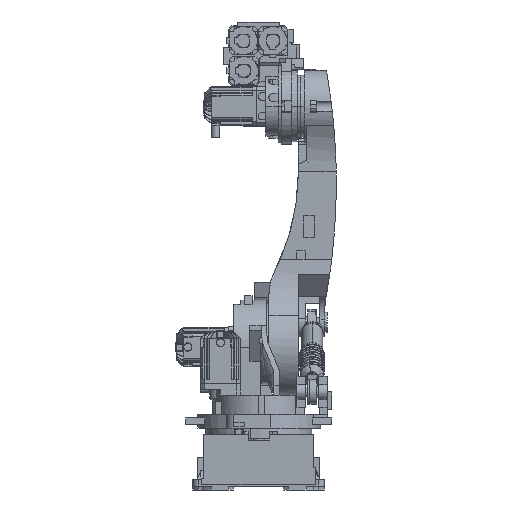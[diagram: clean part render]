
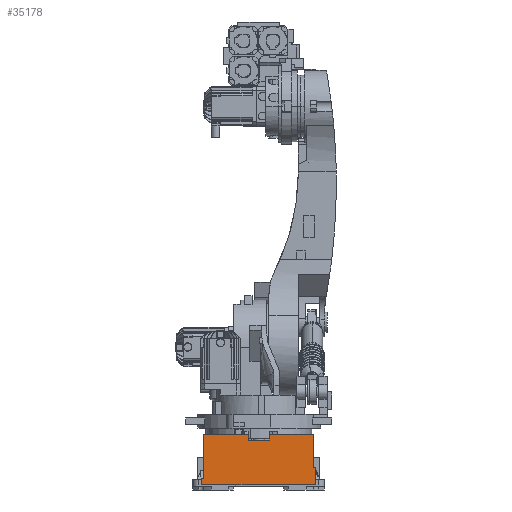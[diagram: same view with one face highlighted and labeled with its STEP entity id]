
A CAD part, left-side view. The second image highlights one B-rep face of the part: STEP entity #35178.
In plain terms, the highlighted planar face has unit normal (-1, 0, 0).
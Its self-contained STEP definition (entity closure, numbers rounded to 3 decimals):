
#635 = ORIENTED_EDGE ( 'NONE', *, *, #60588, .F. ) ;
#1335 = CARTESIAN_POINT ( 'NONE',  ( -477.5, 48., -260. ) ) ;
#1563 = ORIENTED_EDGE ( 'NONE', *, *, #20147, .F. ) ;
#3266 = FACE_OUTER_BOUND ( 'NONE', #45017, .T. ) ;
#4485 = VECTOR ( 'NONE', #35171, 1000. ) ;
#4686 = EDGE_CURVE ( 'NONE', #21404, #12661, #38344, .T. ) ;
#7101 = CARTESIAN_POINT ( 'NONE',  ( -477.5, 98., 250. ) ) ;
#7941 = CARTESIAN_POINT ( 'NONE',  ( -477.5, 248., 48. ) ) ;
#8003 = DIRECTION ( 'NONE',  ( 0., -1., 0. ) ) ;
#9025 = ORIENTED_EDGE ( 'NONE', *, *, #75930, .F. ) ;
#9339 = DIRECTION ( 'NONE',  ( 0., 1., 0. ) ) ;
#11658 = EDGE_CURVE ( 'NONE', #71129, #33838, #62403, .T. ) ;
#12285 = CARTESIAN_POINT ( 'NONE',  ( -477.5, 248., -250. ) ) ;
#12661 = VERTEX_POINT ( 'NONE', #13959 ) ;
#12764 = DIRECTION ( 'NONE',  ( 0., -1., 0. ) ) ;
#13837 = CARTESIAN_POINT ( 'NONE',  ( -477.5, 48., -250. ) ) ;
#13959 = CARTESIAN_POINT ( 'NONE',  ( -477.5, 18., 260. ) ) ;
#14397 = CARTESIAN_POINT ( 'NONE',  ( -477.5, 18., -260. ) ) ;
#16833 = CARTESIAN_POINT ( 'NONE',  ( -477.5, 48., 250. ) ) ;
#18426 = CARTESIAN_POINT ( 'NONE',  ( -477.5, 48., 48. ) ) ;
#18506 = ORIENTED_EDGE ( 'NONE', *, *, #31054, .T. ) ;
#18681 = DIRECTION ( 'NONE',  ( 0., 0., 1. ) ) ;
#20147 = EDGE_CURVE ( 'NONE', #42948, #53163, #62723, .T. ) ;
#21375 = VECTOR ( 'NONE', #35321, 1000. ) ;
#21404 = VERTEX_POINT ( 'NONE', #14397 ) ;
#22992 = DIRECTION ( 'NONE',  ( 0., 1., 0. ) ) ;
#23022 = ORIENTED_EDGE ( 'NONE', *, *, #69241, .F. ) ;
#23846 = LINE ( 'NONE', #52073, #40105 ) ;
#24417 = DIRECTION ( 'NONE',  ( 0., -1., 0. ) ) ;
#24548 = CARTESIAN_POINT ( 'NONE',  ( -477.5, 248., -250. ) ) ;
#26620 = ORIENTED_EDGE ( 'NONE', *, *, #65477, .T. ) ;
#28103 = ORIENTED_EDGE ( 'NONE', *, *, #62697, .F. ) ;
#28634 = VECTOR ( 'NONE', #54943, 1000. ) ;
#28667 = PLANE ( 'NONE',  #42567 ) ;
#30276 = VECTOR ( 'NONE', #18681, 1000. ) ;
#30548 = LINE ( 'NONE', #18426, #28634 ) ;
#31054 = EDGE_CURVE ( 'NONE', #67623, #53163, #77516, .T. ) ;
#31451 = CARTESIAN_POINT ( 'NONE',  ( -477.5, 223., -250. ) ) ;
#31463 = ORIENTED_EDGE ( 'NONE', *, *, #11658, .T. ) ;
#32236 = VECTOR ( 'NONE', #8003, 1000. ) ;
#33838 = VERTEX_POINT ( 'NONE', #1335 ) ;
#34834 = DIRECTION ( 'NONE',  ( 0., 0., -1. ) ) ;
#35171 = DIRECTION ( 'NONE',  ( 0., 0., 1. ) ) ;
#35178 = ADVANCED_FACE ( 'NONE', ( #3266 ), #28667, .F. ) ;
#35321 = DIRECTION ( 'NONE',  ( 0., 0., -1. ) ) ;
#38344 = LINE ( 'NONE', #39102, #70819 ) ;
#39102 = CARTESIAN_POINT ( 'NONE',  ( -477.5, 18., -250. ) ) ;
#40105 = VECTOR ( 'NONE', #9339, 1000. ) ;
#40446 = ORIENTED_EDGE ( 'NONE', *, *, #70053, .F. ) ;
#40620 = VECTOR ( 'NONE', #12764, 1000. ) ;
#41793 = DIRECTION ( 'NONE',  ( 0., 0., 1. ) ) ;
#42567 = AXIS2_PLACEMENT_3D ( 'NONE', #59053, #71347, #34834 ) ;
#42948 = VERTEX_POINT ( 'NONE', #7941 ) ;
#44024 = VERTEX_POINT ( 'NONE', #53605 ) ;
#45017 = EDGE_LOOP ( 'NONE', ( #31463, #40446, #72802, #70728, #23022, #18506, #1563, #47960, #9025, #28103, #635, #26620 ) ) ;
#46594 = VECTOR ( 'NONE', #67971, 1000. ) ;
#47461 = LINE ( 'NONE', #71695, #4485 ) ;
#47960 = ORIENTED_EDGE ( 'NONE', *, *, #50227, .F. ) ;
#48411 = LINE ( 'NONE', #13837, #32236 ) ;
#48811 = VECTOR ( 'NONE', #41793, 1000. ) ;
#50227 = EDGE_CURVE ( 'NONE', #57233, #42948, #30548, .T. ) ;
#52073 = CARTESIAN_POINT ( 'NONE',  ( -477.5, 48., -260. ) ) ;
#52936 = LINE ( 'NONE', #60959, #63446 ) ;
#53163 = VERTEX_POINT ( 'NONE', #71762 ) ;
#53605 = CARTESIAN_POINT ( 'NONE',  ( -477.5, 248., -48. ) ) ;
#54943 = DIRECTION ( 'NONE',  ( 0., 1., 0. ) ) ;
#57233 = VERTEX_POINT ( 'NONE', #75356 ) ;
#59053 = CARTESIAN_POINT ( 'NONE',  ( -477.5, 48., -250. ) ) ;
#59390 = VECTOR ( 'NONE', #22992, 1000. ) ;
#59521 = VERTEX_POINT ( 'NONE', #12285 ) ;
#60085 = CARTESIAN_POINT ( 'NONE',  ( -477.5, 98., 260. ) ) ;
#60588 = EDGE_CURVE ( 'NONE', #59521, #44024, #47461, .T. ) ;
#60959 = CARTESIAN_POINT ( 'NONE',  ( -477.5, 48., 260. ) ) ;
#61212 = LINE ( 'NONE', #78310, #48811 ) ;
#62403 = LINE ( 'NONE', #71862, #21375 ) ;
#62697 = EDGE_CURVE ( 'NONE', #44024, #72775, #73065, .T. ) ;
#62723 = LINE ( 'NONE', #24548, #30276 ) ;
#63446 = VECTOR ( 'NONE', #24417, 1000. ) ;
#65477 = EDGE_CURVE ( 'NONE', #59521, #71129, #48411, .T. ) ;
#66595 = CARTESIAN_POINT ( 'NONE',  ( -477.5, 223., -48. ) ) ;
#67623 = VERTEX_POINT ( 'NONE', #7101 ) ;
#67971 = DIRECTION ( 'NONE',  ( 0., 0., 1. ) ) ;
#69241 = EDGE_CURVE ( 'NONE', #67623, #74905, #61212, .T. ) ;
#70053 = EDGE_CURVE ( 'NONE', #21404, #33838, #23846, .T. ) ;
#70728 = ORIENTED_EDGE ( 'NONE', *, *, #71121, .F. ) ;
#70819 = VECTOR ( 'NONE', #75641, 1000. ) ;
#71121 = EDGE_CURVE ( 'NONE', #74905, #12661, #52936, .T. ) ;
#71129 = VERTEX_POINT ( 'NONE', #73257 ) ;
#71347 = DIRECTION ( 'NONE',  ( 1., 0., 0. ) ) ;
#71695 = CARTESIAN_POINT ( 'NONE',  ( -477.5, 248., -250. ) ) ;
#71762 = CARTESIAN_POINT ( 'NONE',  ( -477.5, 248., 250. ) ) ;
#71862 = CARTESIAN_POINT ( 'NONE',  ( -477.5, 48., -260. ) ) ;
#72775 = VERTEX_POINT ( 'NONE', #66595 ) ;
#72802 = ORIENTED_EDGE ( 'NONE', *, *, #4686, .T. ) ;
#73065 = LINE ( 'NONE', #73912, #40620 ) ;
#73257 = CARTESIAN_POINT ( 'NONE',  ( -477.5, 48., -250. ) ) ;
#73912 = CARTESIAN_POINT ( 'NONE',  ( -477.5, 48., -48. ) ) ;
#74905 = VERTEX_POINT ( 'NONE', #60085 ) ;
#75356 = CARTESIAN_POINT ( 'NONE',  ( -477.5, 223., 48. ) ) ;
#75641 = DIRECTION ( 'NONE',  ( 0., 0., 1. ) ) ;
#75930 = EDGE_CURVE ( 'NONE', #72775, #57233, #79040, .T. ) ;
#77516 = LINE ( 'NONE', #16833, #59390 ) ;
#78310 = CARTESIAN_POINT ( 'NONE',  ( -477.5, 98., -250. ) ) ;
#79040 = LINE ( 'NONE', #31451, #46594 ) ;
